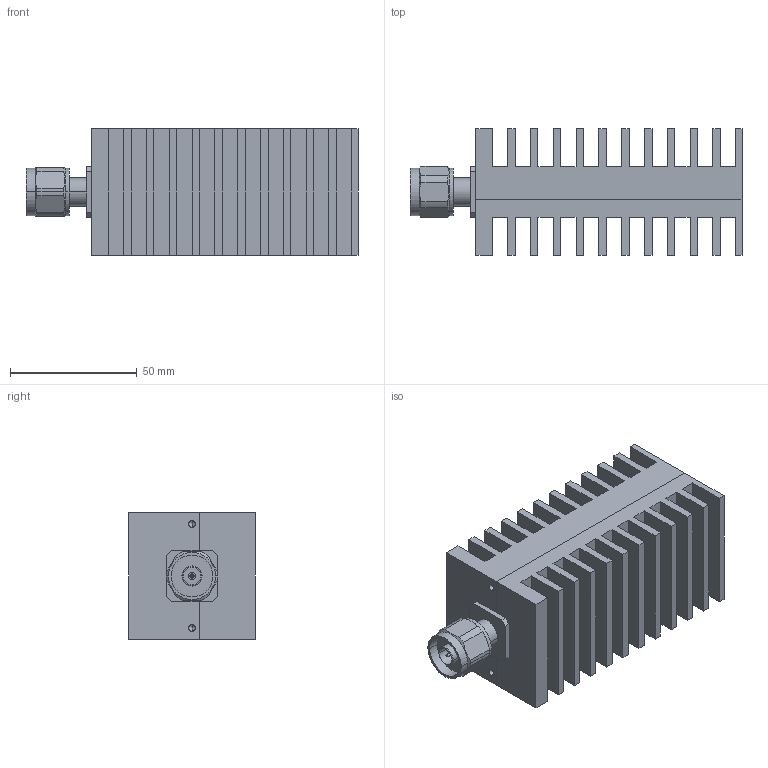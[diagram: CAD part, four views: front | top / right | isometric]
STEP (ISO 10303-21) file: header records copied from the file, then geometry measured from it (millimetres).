
FILE_DESCRIPTION (( 'STEP AP214' ), '1' );
FILE_NAME ('FMTR1185_3D.step', '2024-02-13T20:12:42', ( '' ), ( '' ), 'SwSTEP 2.0', 'SolidWorks 2022', '' );
FILE_SCHEMA (( 'AUTOMOTIVE_DESIGN' ));
Length unit declared in the file: inch
Products named in the file (4): FMTR1185_3D; L50 __________^TR1185 - L50-6-NM(2)_FMTR1185; JT-0055-A^TR1185 - L50-6-NM(2)_FMTR1185; TR1185 - L50-6-NM(2)^FMTR1185
Assembly tree (3 placements, depth 3):
  FMTR1185_3D
    TR1185 - L50-6-NM(2)^FMTR1185
      L50 __________^TR1185 - L50-6-NM(2)_FMTR1185
      JT-0055-A^TR1185 - L50-6-NM(2)_FMTR1185
Bounding box: 131 x 50 x 50 mm (x, y, z)
Volume: 168557 mm3; surface area: 58628.5 mm2
Topology: 2 solids, 2 shells, 170 faces, 455 edges, 294 vertices
Faces by surface type: plane 123, cylinder 33, cone 10, sphere 2, torus 2
Entity records: 5666 total; most frequent: CARTESIAN_POINT 1262, ORIENTED_EDGE 896, DIRECTION 868, EDGE_CURVE 448, LINE 358, VECTOR 358, VERTEX_POINT 293, AXIS2_PLACEMENT_3D 255
